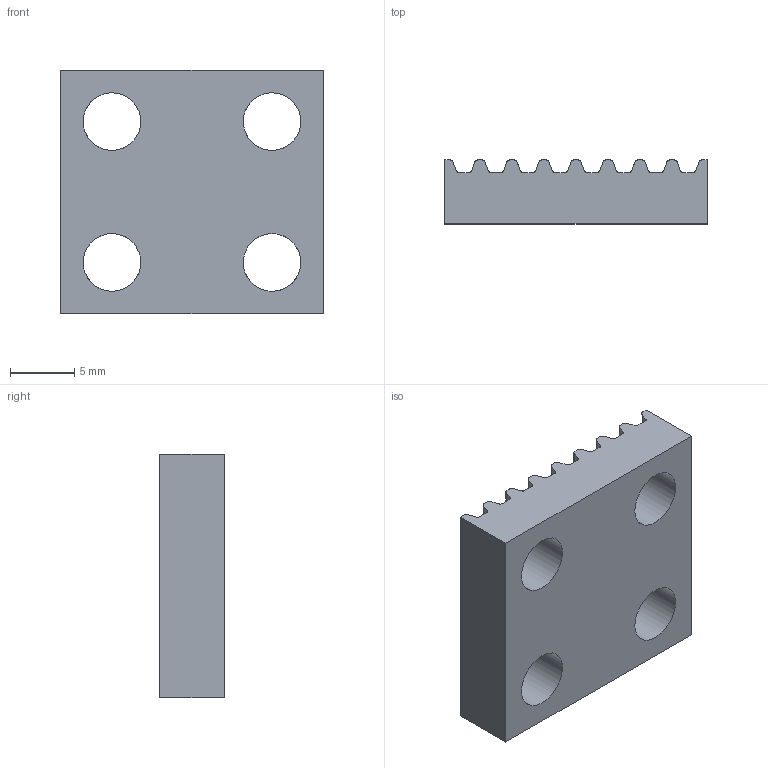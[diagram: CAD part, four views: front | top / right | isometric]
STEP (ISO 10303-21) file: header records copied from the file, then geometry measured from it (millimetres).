
FILE_DESCRIPTION( ( 'STEP AP214' ), '1' );
FILE_NAME( '16069900.stp', '2020-01-04T12:47:17', ( '' ), ( '' ), ' ', 'PARTsolutions', ' ' );
FILE_SCHEMA( ( 'AUTOMOTIVE_DESIGN { 1 0 10303 214 1 1 1 1 }' ) );
Length unit declared in the file: millimetre
Products named in the file (1): _16069900
Bounding box: 20.5 x 5 x 19 mm (x, y, z)
Volume: 1438.8 mm3; surface area: 1421.4 mm2
Topology: 1 solids, 1 shells, 134 faces, 408 edges, 272 vertices
Faces by surface type: cylinder 68, plane 66
Full cylindrical faces by diameter (mm): 4.5 x4
Entity records: 5844 total; most frequent: CARTESIAN_POINT 1123, ORIENTED_EDGE 800, DIRECTION 738, EDGE_CURVE 400, VERTEX_POINT 268, AXIS2_PLACEMENT_3D 267, LINE 204, VECTOR 204
